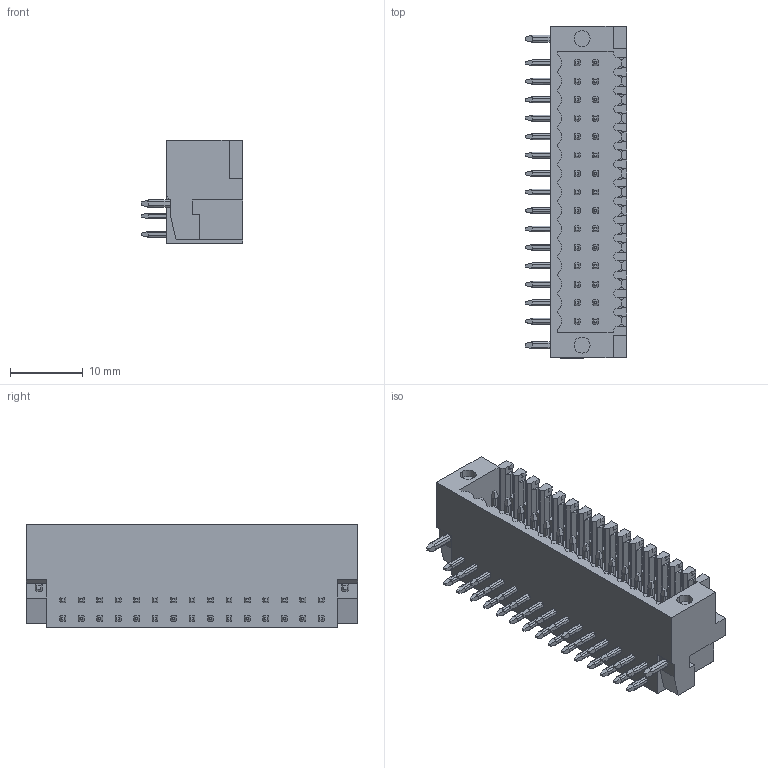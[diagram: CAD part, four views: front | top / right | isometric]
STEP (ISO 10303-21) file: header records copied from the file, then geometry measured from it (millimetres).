
FILE_DESCRIPTION((''),'2;1');
FILE_NAME('TLPHDW-020R','2024-10-17T13:25:01',('tluser'),(''),'CREO PARAMETRIC BY PTC INC, 2018100','CREO PARAMETRIC BY PTC INC, 2018100','');
FILE_SCHEMA(('CONFIG_CONTROL_DESIGN'));
Length unit declared in the file: millimetre
Products named in the file (1): TLPHDW-020R
Bounding box: 14 x 45.66 x 14.2 mm (x, y, z)
Volume: 4381.8 mm3; surface area: 4101.1 mm2
Topology: 1 solids, 1 shells, 1208 faces, 3396 edges, 2250 vertices
Faces by surface type: plane 927, cylinder 277, torus 4
Entity records: 39483 total; most frequent: CARTESIAN_POINT 8953, ORIENTED_EDGE 6792, DIRECTION 5594, EDGE_CURVE 3396, VECTOR 2582, LINE 2582, VERTEX_POINT 2250, AXIS2_PLACEMENT_3D 1506
